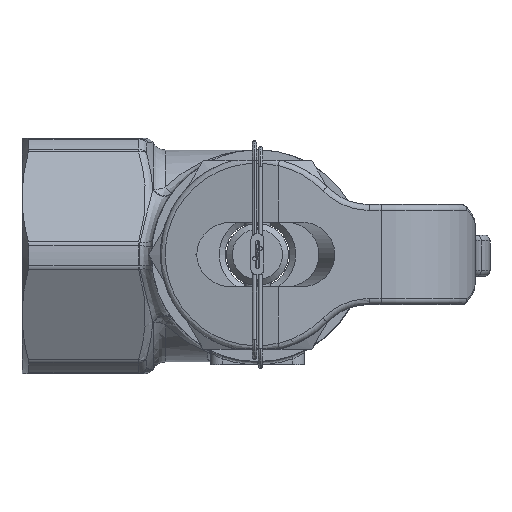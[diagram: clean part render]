
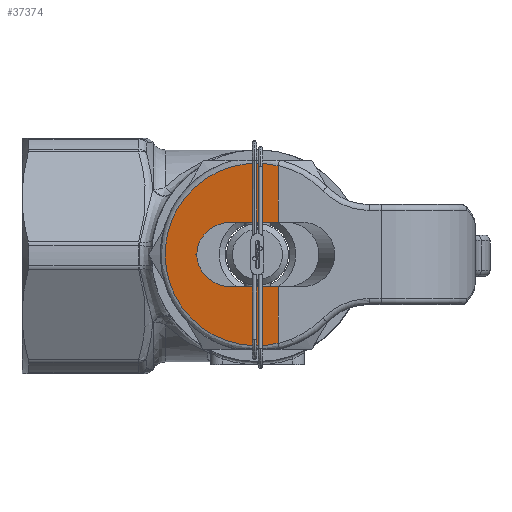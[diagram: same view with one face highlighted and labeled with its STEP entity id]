
A CAD part, top view. The second image highlights one B-rep face of the part: STEP entity #37374.
In plain terms, the highlighted planar face has unit normal (-0.174, 0, 0.985).
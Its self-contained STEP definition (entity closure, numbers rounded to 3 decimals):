
#33698=CARTESIAN_POINT('',(-10.3,0.,145.567));
#33699=VERTEX_POINT('',#33698);
#33706=CARTESIAN_POINT('',(-4.324,-5.5,146.62));
#33707=VERTEX_POINT('',#33706);
#33708=CARTESIAN_POINT('',(-4.324,-5.5,146.62));
#33709=CARTESIAN_POINT('',(-7.825,-5.5,146.003));
#33710=CARTESIAN_POINT('',(-10.3,-3.222,145.567));
#33711=CARTESIAN_POINT('',(-10.3,0.,145.567));
#33712=(BOUNDED_CURVE()
B_SPLINE_CURVE(3,(#33708,#33709,#33710,#33711),.UNSPECIFIED.,.F.,.F.)
B_SPLINE_CURVE_WITH_KNOTS((4,4),(1.571,3.142),.UNSPECIFIED.)
CURVE()
GEOMETRIC_REPRESENTATION_ITEM()
RATIONAL_B_SPLINE_CURVE((1.,0.805,0.805,1.))
REPRESENTATION_ITEM(''));
#33713=EDGE_CURVE('NONE',#33707,#33699,#33712,.T.);
#35480=CARTESIAN_POINT('',(3.5,-15.058,148.));
#35481=VERTEX_POINT('',#35480);
#35491=CARTESIAN_POINT('',(3.5,15.058,148.));
#35492=VERTEX_POINT('',#35491);
#35493=CARTESIAN_POINT('',(3.5,15.058,148.));
#35494=CARTESIAN_POINT('',(-7.096,17.643,146.132));
#35495=CARTESIAN_POINT('',(-15.674,10.907,144.619));
#35496=CARTESIAN_POINT('',(-15.674,0.,144.619));
#35497=CARTESIAN_POINT('',(-15.674,-10.907,144.619));
#35498=CARTESIAN_POINT('',(-7.096,-17.643,146.132));
#35499=CARTESIAN_POINT('',(3.5,-15.058,148.));
#35500=(BOUNDED_CURVE()
B_SPLINE_CURVE(3,(#35493,#35494,#35495,#35496,#35497,#35498,#35499),.UNSPECIFIED.,.F.,.F.)
B_SPLINE_CURVE_WITH_KNOTS((4,3,4),(1.332,3.142,4.952),.UNSPECIFIED.)
CURVE()
GEOMETRIC_REPRESENTATION_ITEM()
RATIONAL_B_SPLINE_CURVE((1.,0.745,0.745,1.,0.745,0.745,1.))
REPRESENTATION_ITEM(''));
#35501=EDGE_CURVE('NONE',#35492,#35481,#35500,.T.);
#35585=CARTESIAN_POINT('',(3.5,5.5,148.));
#35586=VERTEX_POINT('',#35585);
#35587=CARTESIAN_POINT('',(3.5,15.058,148.));
#35588=DIRECTION('',(-0.,-1.,0.));
#35589=VECTOR('',#35588,9.558);
#35590=LINE('',#35587,#35589);
#35591=EDGE_CURVE('NONE',#35492,#35586,#35590,.T.);
#35610=CARTESIAN_POINT('',(3.5,-5.5,148.));
#35611=VERTEX_POINT('',#35610);
#35618=CARTESIAN_POINT('',(3.5,-5.5,148.));
#35619=DIRECTION('',(-0.,-1.,0.));
#35620=VECTOR('',#35619,9.558);
#35621=LINE('',#35618,#35620);
#35622=EDGE_CURVE('NONE',#35611,#35481,#35621,.T.);
#37259=CARTESIAN_POINT('',(3.5,-5.5,148.));
#37260=DIRECTION('',(-0.985,-0.,-0.174));
#37261=VECTOR('',#37260,7.944);
#37262=LINE('',#37259,#37261);
#37263=EDGE_CURVE('NONE',#35611,#33707,#37262,.T.);
#37285=CARTESIAN_POINT('',(-4.324,5.5,146.62));
#37286=VERTEX_POINT('',#37285);
#37293=CARTESIAN_POINT('',(-10.3,0.,145.567));
#37294=CARTESIAN_POINT('',(-10.3,3.222,145.567));
#37295=CARTESIAN_POINT('',(-7.825,5.5,146.003));
#37296=CARTESIAN_POINT('',(-4.324,5.5,146.62));
#37297=(BOUNDED_CURVE()
B_SPLINE_CURVE(3,(#37293,#37294,#37295,#37296),.UNSPECIFIED.,.F.,.F.)
B_SPLINE_CURVE_WITH_KNOTS((4,4),(3.142,4.712),.UNSPECIFIED.)
CURVE()
GEOMETRIC_REPRESENTATION_ITEM()
RATIONAL_B_SPLINE_CURVE((1.,0.805,0.805,1.))
REPRESENTATION_ITEM(''));
#37298=EDGE_CURVE('NONE',#33699,#37286,#37297,.T.);
#37325=CARTESIAN_POINT('',(-4.324,5.5,146.62));
#37326=DIRECTION('',(0.985,0.,0.174));
#37327=VECTOR('',#37326,7.944);
#37328=LINE('',#37325,#37327);
#37329=EDGE_CURVE('NONE',#37286,#35586,#37328,.T.);
#37360=CARTESIAN_POINT('',(-21.5,78.395,143.592));
#37361=DIRECTION('',(0.174,-0.,-0.985));
#37362=DIRECTION('',(0.985,0.,0.174));
#37363=AXIS2_PLACEMENT_3D('',#37360,#37361,#37362);
#37364=PLANE('',#37363);
#37365=ORIENTED_EDGE('',*,*,#35591,.F.);
#37366=ORIENTED_EDGE('',*,*,#35501,.T.);
#37367=ORIENTED_EDGE('',*,*,#35622,.F.);
#37368=ORIENTED_EDGE('',*,*,#37263,.T.);
#37369=ORIENTED_EDGE('',*,*,#33713,.T.);
#37370=ORIENTED_EDGE('',*,*,#37298,.T.);
#37371=ORIENTED_EDGE('',*,*,#37329,.T.);
#37372=EDGE_LOOP('',(#37365,#37366,#37367,#37368,#37369,#37370,#37371));
#37373=FACE_BOUND('',#37372,.T.);
#37374=ADVANCED_FACE('NONE',(#37373),#37364,.F.);
